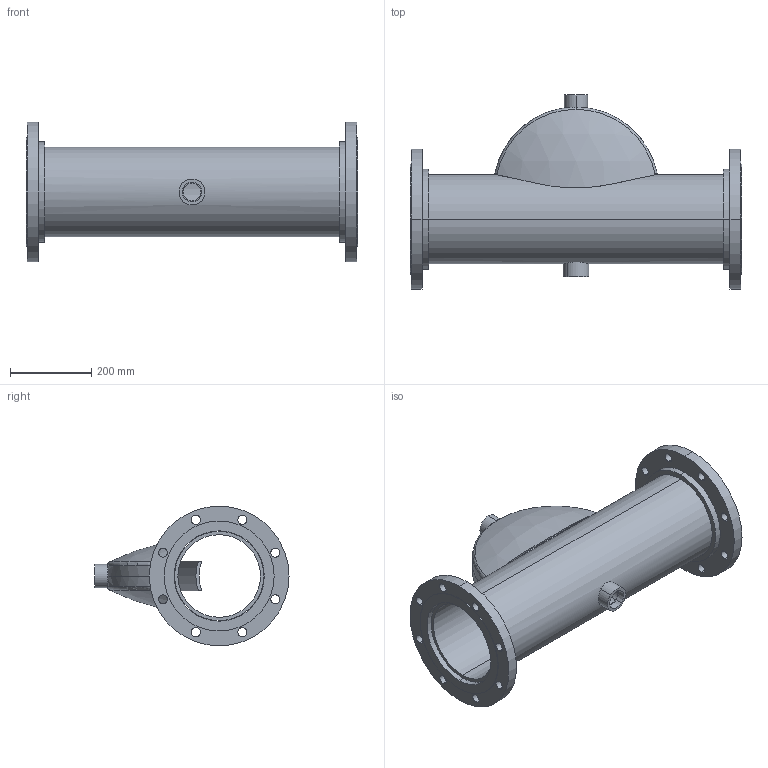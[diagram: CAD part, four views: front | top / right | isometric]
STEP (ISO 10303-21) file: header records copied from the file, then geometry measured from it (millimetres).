
FILE_DESCRIPTION (( 'STEP AP203' ), '1' );
FILE_NAME ('SS-AP-108.STEP', '2021-03-18T13:22:27', ( '' ), ( '' ), 'SwSTEP 2.0', 'SolidWorks 2021', '' );
FILE_SCHEMA (( 'CONFIG_CONTROL_DESIGN' ));
Length unit declared in the file: inch
Products named in the file (7): SS-AP-108; Couplings_9506046; 99D0093; 99P0474; 9463110; 99P0473; Couplings_9503041
Assembly tree (8 placements, depth 2):
  SS-AP-108
    99P0473
    99D0093  x2
    Couplings_9503041
    Couplings_9506046
    99P0474
    9463110  x2
Bounding box: 812.8 x 476.25 x 342.9 mm (x, y, z)
Volume: 7933204.5 mm3; surface area: 1778048.7 mm2
Topology: 8 solids, 8 shells, 132 faces, 332 edges, 222 vertices
Faces by surface type: cylinder 78, plane 32, torus 8, bspline 6, sphere 4, cone 4
Entity records: 4114 total; most frequent: CARTESIAN_POINT 1216, DIRECTION 468, ORIENTED_EDGE 410, EDGE_CURVE 205, AXIS2_PLACEMENT_3D 198, VERTEX_POINT 137, EDGE_LOOP 116, CIRCLE 106
